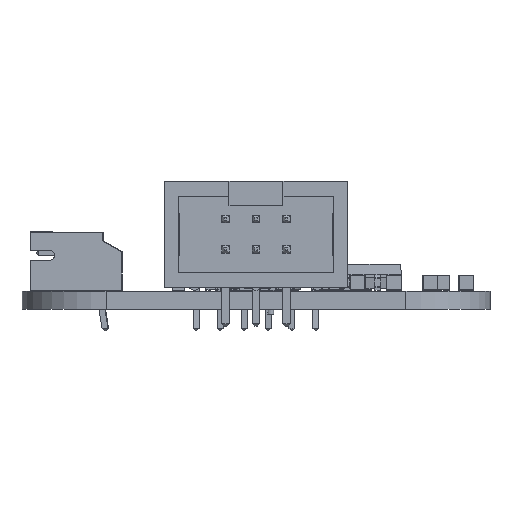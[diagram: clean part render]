
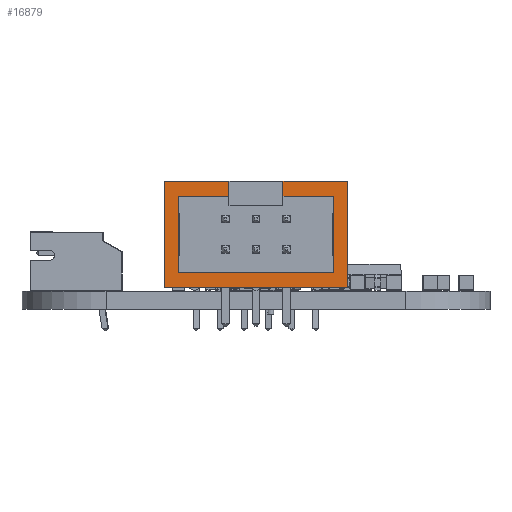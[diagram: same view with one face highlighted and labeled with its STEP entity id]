
A CAD part, left-side view. The second image highlights one B-rep face of the part: STEP entity #16879.
In plain terms, the highlighted face is planar.
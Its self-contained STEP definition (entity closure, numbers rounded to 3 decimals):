
#16751 = VERTEX_POINT('',#16752);
#16752 = CARTESIAN_POINT('',(13.23,5.1,9.095));
#16767 = VERTEX_POINT('',#16768);
#16768 = CARTESIAN_POINT('',(13.23,-10.18,9.095));
#16774 = EDGE_CURVE('',#16775,#16767,#16777,.T.);
#16775 = VERTEX_POINT('',#16776);
#16776 = CARTESIAN_POINT('',(13.23,-4.79,9.095));
#16777 = LINE('',#16778,#16779);
#16778 = CARTESIAN_POINT('',(13.23,5.1,9.095));
#16779 = VECTOR('',#16780,1.);
#16780 = DIRECTION('',(0.,-1.,0.));
#16799 = VERTEX_POINT('',#16800);
#16800 = CARTESIAN_POINT('',(13.23,-0.29,9.095));
#16806 = EDGE_CURVE('',#16751,#16799,#16807,.T.);
#16807 = LINE('',#16808,#16809);
#16808 = CARTESIAN_POINT('',(13.23,5.1,9.095));
#16809 = VECTOR('',#16810,1.);
#16810 = DIRECTION('',(0.,-1.,0.));
#16823 = VERTEX_POINT('',#16824);
#16824 = CARTESIAN_POINT('',(13.23,5.1,0.245));
#16869 = EDGE_CURVE('',#16823,#16751,#16870,.T.);
#16870 = LINE('',#16871,#16872);
#16871 = CARTESIAN_POINT('',(13.23,5.1,0.245));
#16872 = VECTOR('',#16873,1.);
#16873 = DIRECTION('',(0.,0.,1.));
#16879 = ADVANCED_FACE('',(#16880),#16953,.T.);
#16880 = FACE_BOUND('',#16881,.T.);
#16881 = EDGE_LOOP('',(#16882,#16883,#16891,#16897,#16898,#16899,#16907,
    #16915,#16923,#16931,#16939,#16947));
#16882 = ORIENTED_EDGE('',*,*,#16774,.T.);
#16883 = ORIENTED_EDGE('',*,*,#16884,.T.);
#16884 = EDGE_CURVE('',#16767,#16885,#16887,.T.);
#16885 = VERTEX_POINT('',#16886);
#16886 = CARTESIAN_POINT('',(13.23,-10.18,0.245));
#16887 = LINE('',#16888,#16889);
#16888 = CARTESIAN_POINT('',(13.23,-10.18,9.095));
#16889 = VECTOR('',#16890,1.);
#16890 = DIRECTION('',(0.,0.,-1.));
#16891 = ORIENTED_EDGE('',*,*,#16892,.T.);
#16892 = EDGE_CURVE('',#16885,#16823,#16893,.T.);
#16893 = LINE('',#16894,#16895);
#16894 = CARTESIAN_POINT('',(13.23,-10.18,0.245));
#16895 = VECTOR('',#16896,1.);
#16896 = DIRECTION('',(0.,1.,0.));
#16897 = ORIENTED_EDGE('',*,*,#16869,.T.);
#16898 = ORIENTED_EDGE('',*,*,#16806,.T.);
#16899 = ORIENTED_EDGE('',*,*,#16900,.F.);
#16900 = EDGE_CURVE('',#16901,#16799,#16903,.T.);
#16901 = VERTEX_POINT('',#16902);
#16902 = CARTESIAN_POINT('',(13.23,-0.29,7.845));
#16903 = LINE('',#16904,#16905);
#16904 = CARTESIAN_POINT('',(13.23,-0.29,7.095));
#16905 = VECTOR('',#16906,1.);
#16906 = DIRECTION('',(0.,0.,1.));
#16907 = ORIENTED_EDGE('',*,*,#16908,.F.);
#16908 = EDGE_CURVE('',#16909,#16901,#16911,.T.);
#16909 = VERTEX_POINT('',#16910);
#16910 = CARTESIAN_POINT('',(13.23,3.94,7.845));
#16911 = LINE('',#16912,#16913);
#16912 = CARTESIAN_POINT('',(13.23,3.94,7.845));
#16913 = VECTOR('',#16914,1.);
#16914 = DIRECTION('',(0.,-1.,0.));
#16915 = ORIENTED_EDGE('',*,*,#16916,.F.);
#16916 = EDGE_CURVE('',#16917,#16909,#16919,.T.);
#16917 = VERTEX_POINT('',#16918);
#16918 = CARTESIAN_POINT('',(13.23,3.94,1.495));
#16919 = LINE('',#16920,#16921);
#16920 = CARTESIAN_POINT('',(13.23,3.94,1.495));
#16921 = VECTOR('',#16922,1.);
#16922 = DIRECTION('',(0.,0.,1.));
#16923 = ORIENTED_EDGE('',*,*,#16924,.F.);
#16924 = EDGE_CURVE('',#16925,#16917,#16927,.T.);
#16925 = VERTEX_POINT('',#16926);
#16926 = CARTESIAN_POINT('',(13.23,-9.02,1.495));
#16927 = LINE('',#16928,#16929);
#16928 = CARTESIAN_POINT('',(13.23,-9.02,1.495));
#16929 = VECTOR('',#16930,1.);
#16930 = DIRECTION('',(0.,1.,0.));
#16931 = ORIENTED_EDGE('',*,*,#16932,.F.);
#16932 = EDGE_CURVE('',#16933,#16925,#16935,.T.);
#16933 = VERTEX_POINT('',#16934);
#16934 = CARTESIAN_POINT('',(13.23,-9.02,7.845));
#16935 = LINE('',#16936,#16937);
#16936 = CARTESIAN_POINT('',(13.23,-9.02,7.845));
#16937 = VECTOR('',#16938,1.);
#16938 = DIRECTION('',(0.,0.,-1.));
#16939 = ORIENTED_EDGE('',*,*,#16940,.F.);
#16940 = EDGE_CURVE('',#16941,#16933,#16943,.T.);
#16941 = VERTEX_POINT('',#16942);
#16942 = CARTESIAN_POINT('',(13.23,-4.79,7.845));
#16943 = LINE('',#16944,#16945);
#16944 = CARTESIAN_POINT('',(13.23,3.94,7.845));
#16945 = VECTOR('',#16946,1.);
#16946 = DIRECTION('',(0.,-1.,0.));
#16947 = ORIENTED_EDGE('',*,*,#16948,.F.);
#16948 = EDGE_CURVE('',#16775,#16941,#16949,.T.);
#16949 = LINE('',#16950,#16951);
#16950 = CARTESIAN_POINT('',(13.23,-4.79,11.095));
#16951 = VECTOR('',#16952,1.);
#16952 = DIRECTION('',(0.,0.,-1.));
#16953 = PLANE('',#16954);
#16954 = AXIS2_PLACEMENT_3D('',#16955,#16956,#16957);
#16955 = CARTESIAN_POINT('',(13.23,-2.54,4.67));
#16956 = DIRECTION('',(1.,0.,0.));
#16957 = DIRECTION('',(0.,1.,0.));
